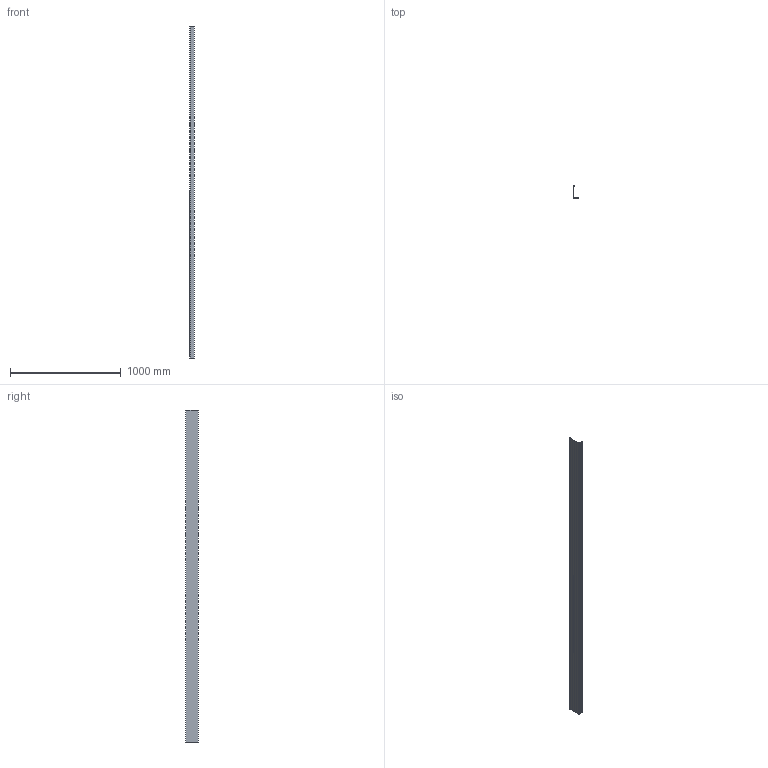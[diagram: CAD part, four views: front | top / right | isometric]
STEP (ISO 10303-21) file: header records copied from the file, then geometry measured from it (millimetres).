
FILE_DESCRIPTION (( 'STEP AP203' ), '1' );
FILE_NAME ('80310-ALU-3M.STEP', '2018-05-03T15:04:39', ( '' ), ( '' ), 'SwSTEP 2.0', 'SolidWorks 2015', '' );
FILE_SCHEMA (( 'CONFIG_CONTROL_DESIGN' ));
Length unit declared in the file: millimetre
Products named in the file (1): 80310-ALU-3M
Bounding box: 41.9 x 114.5 x 3000 mm (x, y, z)
Volume: 648891.2 mm3; surface area: 976657.3 mm2
Topology: 1 solids, 1 shells, 304 faces, 822 edges, 548 vertices
Faces by surface type: plane 179, bspline 118, cylinder 7
Entity records: 15865 total; most frequent: CARTESIAN_POINT 8929, ORIENTED_EDGE 1644, DIRECTION 974, EDGE_CURVE 822, VECTOR 572, LINE 572, VERTEX_POINT 548, EDGE_LOOP 332
